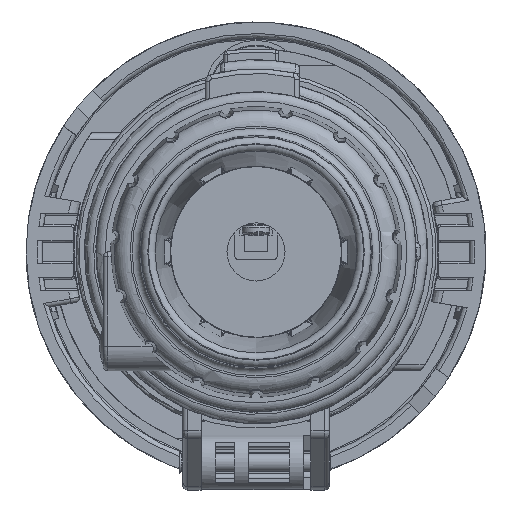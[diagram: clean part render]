
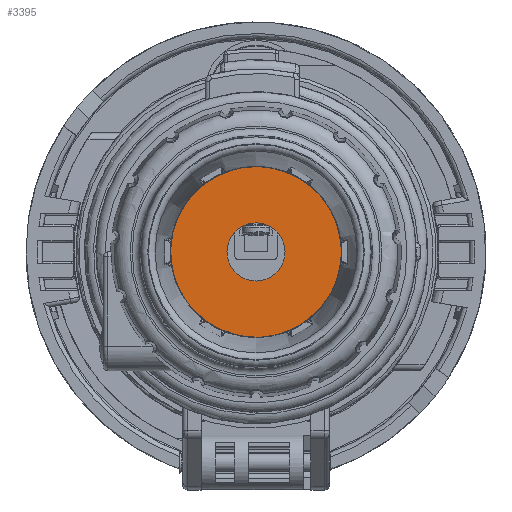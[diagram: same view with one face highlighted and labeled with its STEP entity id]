
A CAD part, front view. The second image highlights one B-rep face of the part: STEP entity #3395.
In plain terms, the highlighted planar face has unit normal (0, -1, 0).
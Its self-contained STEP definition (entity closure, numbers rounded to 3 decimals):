
#831=PLANE('',#33141);
#3395=ADVANCED_FACE('',(#11478,#11479),#831,.F.);
#10086=CIRCLE('',#33134,23.4);
#10089=CIRCLE('',#33139,6.35);
#11478=FACE_BOUND('',#12270,.T.);
#11479=FACE_BOUND('',#12271,.T.);
#12270=EDGE_LOOP('',(#15572));
#12271=EDGE_LOOP('',(#15573));
#15572=ORIENTED_EDGE('',*,*,#27659,.F.);
#15573=ORIENTED_EDGE('',*,*,#27662,.T.);
#24259=VERTEX_POINT('',#53845);
#24262=VERTEX_POINT('',#53853);
#27659=EDGE_CURVE('',#24259,#24259,#10086,.T.);
#27662=EDGE_CURVE('',#24262,#24262,#10089,.T.);
#33134=AXIS2_PLACEMENT_3D('',#53844,#37024,#37025);
#33139=AXIS2_PLACEMENT_3D('',#53852,#37034,#37035);
#33141=AXIS2_PLACEMENT_3D('',#53855,#37038,#37039);
#37024=DIRECTION('',(0.,1.,0.));
#37025=DIRECTION('',(-1.,0.,0.));
#37034=DIRECTION('',(0.,1.,0.));
#37035=DIRECTION('',(-1.,0.,0.));
#37038=DIRECTION('',(0.,1.,0.));
#37039=DIRECTION('',(0.,0.,-1.));
#53844=CARTESIAN_POINT('',(0.,-92.3,0.));
#53845=CARTESIAN_POINT('',(-23.4,-92.3,0.));
#53852=CARTESIAN_POINT('',(0.,-92.3,0.));
#53853=CARTESIAN_POINT('',(-6.35,-92.3,0.));
#53855=CARTESIAN_POINT('',(-46.8,-92.3,-46.8));
